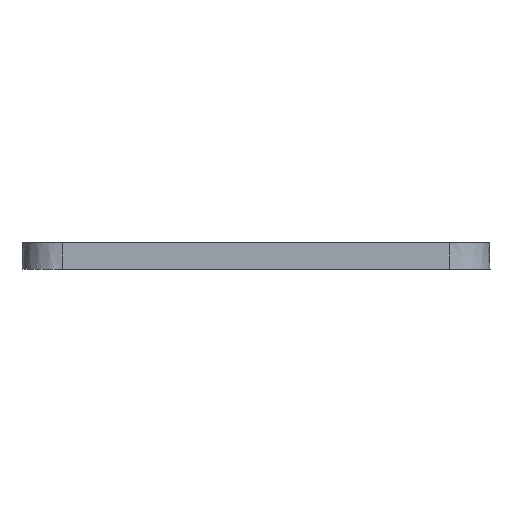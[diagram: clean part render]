
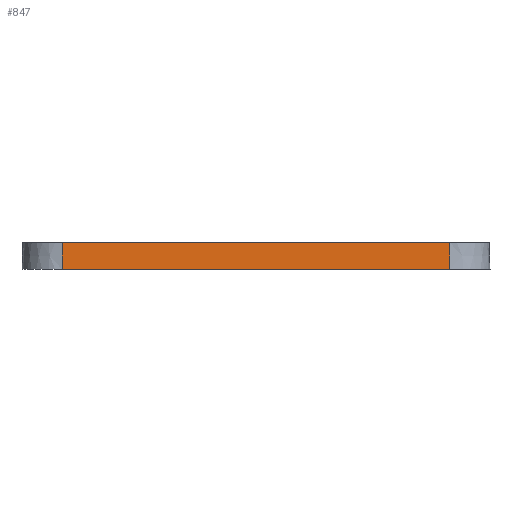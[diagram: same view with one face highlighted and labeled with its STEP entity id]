
A CAD part, left-side view. The second image highlights one B-rep face of the part: STEP entity #847.
In plain terms, the highlighted planar face has unit normal (-1, 0, 0.018).
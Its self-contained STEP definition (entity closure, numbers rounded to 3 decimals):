
#81=PLANE('',#958);
#119=FACE_OUTER_BOUND('',#159,.T.);
#159=EDGE_LOOP('',(#709,#710,#711,#712));
#261=LINE('',#1422,#323);
#262=LINE('',#1426,#324);
#263=LINE('',#1428,#325);
#264=LINE('',#1429,#326);
#323=VECTOR('',#1186,10.);
#324=VECTOR('',#1191,10.);
#325=VECTOR('',#1192,10.);
#326=VECTOR('',#1193,10.);
#451=VERTEX_POINT('',#1419);
#452=VERTEX_POINT('',#1421);
#453=VERTEX_POINT('',#1425);
#454=VERTEX_POINT('',#1427);
#560=EDGE_CURVE('',#452,#451,#261,.T.);
#562=EDGE_CURVE('',#451,#453,#262,.T.);
#563=EDGE_CURVE('',#454,#453,#263,.T.);
#564=EDGE_CURVE('',#454,#452,#264,.T.);
#709=ORIENTED_EDGE('',*,*,#562,.T.);
#710=ORIENTED_EDGE('',*,*,#563,.F.);
#711=ORIENTED_EDGE('',*,*,#564,.T.);
#712=ORIENTED_EDGE('',*,*,#560,.T.);
#847=ADVANCED_FACE('',(#119),#81,.T.);
#958=AXIS2_PLACEMENT_3D('',#1424,#1189,#1190);
#1186=DIRECTION('',(0.017,0.,1.));
#1189=DIRECTION('center_axis',(-1.,0.,
0.017));
#1190=DIRECTION('ref_axis',(0.,-1.,0.));
#1191=DIRECTION('',(0.,1.,0.));
#1192=DIRECTION('',(0.017,0.,1.));
#1193=DIRECTION('',(0.,-1.,0.));
#1419=CARTESIAN_POINT('',(-116.325,-72.348,-5.));
#1421=CARTESIAN_POINT('',(-116.5,-72.348,-15.));
#1422=CARTESIAN_POINT('',(-116.5,-72.348,-15.));
#1424=CARTESIAN_POINT('Origin',(-116.5,-72.348,-15.));
#1425=CARTESIAN_POINT('',(-116.325,72.5,-5.));
#1426=CARTESIAN_POINT('',(-116.325,72.5,-5.));
#1427=CARTESIAN_POINT('',(-116.5,72.5,-15.));
#1428=CARTESIAN_POINT('',(-116.5,72.5,-15.));
#1429=CARTESIAN_POINT('',(-116.5,72.5,-15.));
